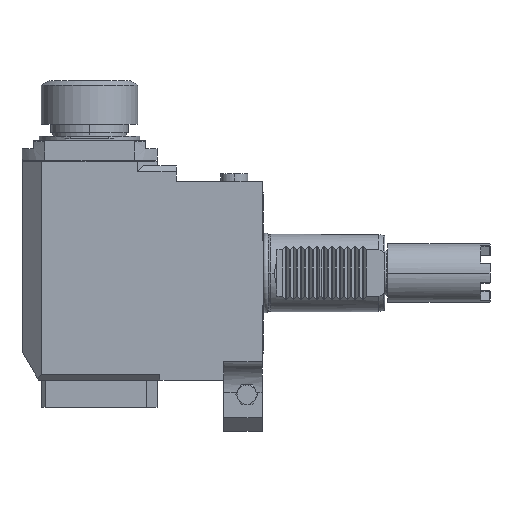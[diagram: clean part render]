
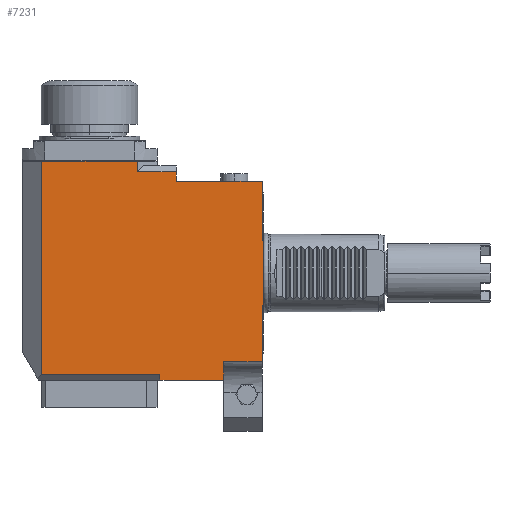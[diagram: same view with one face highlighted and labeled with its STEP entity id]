
A CAD part, front view. The second image highlights one B-rep face of the part: STEP entity #7231.
In plain terms, the highlighted planar face has unit normal (0, -1, 0).
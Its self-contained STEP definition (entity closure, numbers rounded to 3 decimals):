
#1186=DIRECTION('',(0.,0.,-1.));
#1187=VECTOR('',#1186,110.5);
#1188=CARTESIAN_POINT('',(-114.812,-38.,58.));
#1189=LINE('',#1188,#1187);
#1190=DIRECTION('',(1.,0.,0.));
#1191=VECTOR('',#1190,49.625);
#1192=CARTESIAN_POINT('',(-114.812,-38.,58.));
#1193=LINE('',#1192,#1191);
#1194=DIRECTION('',(-1.,0.,0.));
#1195=VECTOR('',#1194,20.188);
#1196=CARTESIAN_POINT('',(-45.,-38.,52.5));
#1197=LINE('',#1196,#1195);
#1198=DIRECTION('',(0.,0.,1.));
#1199=VECTOR('',#1198,30.819);
#1200=CARTESIAN_POINT('',(-0.5,-38.,16.681));
#1201=LINE('',#1200,#1199);
#1202=DIRECTION('',(-1.,0.,0.));
#1203=VECTOR('',#1202,0.5);
#1204=CARTESIAN_POINT('',(0.,-38.,16.681));
#1205=LINE('',#1204,#1203);
#1206=DIRECTION('',(0.,0.,1.));
#1207=VECTOR('',#1206,33.362);
#1208=CARTESIAN_POINT('',(0.,-38.,-16.681));
#1209=LINE('',#1208,#1207);
#1210=DIRECTION('',(-1.,0.,0.));
#1211=VECTOR('',#1210,0.5);
#1212=CARTESIAN_POINT('',(0.,-38.,-16.681));
#1213=LINE('',#1212,#1211);
#1214=DIRECTION('',(0.,0.,-1.));
#1215=VECTOR('',#1214,29.319);
#1216=CARTESIAN_POINT('',(-0.5,-38.,-16.681));
#1217=LINE('',#1216,#1215);
#1218=DIRECTION('',(1.,0.,0.));
#1219=VECTOR('',#1218,20.);
#1220=CARTESIAN_POINT('',(-20.5,-38.,-46.));
#1221=LINE('',#1220,#1219);
#1222=DIRECTION('',(0.,0.,1.));
#1223=VECTOR('',#1222,9.5);
#1224=CARTESIAN_POINT('',(-20.5,-38.,-55.5));
#1225=LINE('',#1224,#1223);
#1226=DIRECTION('',(-1.,0.,0.));
#1227=VECTOR('',#1226,33.);
#1228=CARTESIAN_POINT('',(-20.5,-38.,-55.5));
#1229=LINE('',#1228,#1227);
#1234=DIRECTION('',(0.,0.,-1.));
#1235=VECTOR('',#1234,3.);
#1236=CARTESIAN_POINT('',(-53.5,-38.,-52.5));
#1237=LINE('',#1236,#1235);
#1254=DIRECTION('',(1.,0.,0.));
#1255=VECTOR('',#1254,61.312);
#1256=CARTESIAN_POINT('',(-114.812,-38.,-52.5));
#1257=LINE('',#1256,#1255);
#1394=DIRECTION('',(-1.,0.,0.));
#1395=VECTOR('',#1394,44.5);
#1396=CARTESIAN_POINT('',(-0.5,-38.,47.5));
#1397=LINE('',#1396,#1395);
#1408=DIRECTION('',(0.,0.,-1.));
#1409=VECTOR('',#1408,5.);
#1410=CARTESIAN_POINT('',(-45.,-38.,52.5));
#1411=LINE('',#1410,#1409);
#1498=DIRECTION('',(0.,0.,1.));
#1499=VECTOR('',#1498,5.5);
#1500=CARTESIAN_POINT('',(-65.188,-38.,52.5));
#1501=LINE('',#1500,#1499);
#5332=CARTESIAN_POINT('',(-0.5,-38.,47.5));
#5334=VERTEX_POINT('',#5332);
#5344=CARTESIAN_POINT('',(-0.5,-38.,16.681));
#5345=VERTEX_POINT('',#5344);
#5346=CARTESIAN_POINT('',(0.,-38.,-16.681));
#5347=CARTESIAN_POINT('',(-0.5,-38.,-16.681));
#5348=VERTEX_POINT('',#5346);
#5349=VERTEX_POINT('',#5347);
#5350=CARTESIAN_POINT('',(0.,-38.,16.681));
#5351=VERTEX_POINT('',#5350);
#5367=CARTESIAN_POINT('',(-20.5,-38.,-55.5));
#5369=VERTEX_POINT('',#5367);
#5370=CARTESIAN_POINT('',(-20.5,-38.,-46.));
#5371=VERTEX_POINT('',#5370);
#5426=CARTESIAN_POINT('',(-0.5,-38.,-46.));
#5427=VERTEX_POINT('',#5426);
#5438=CARTESIAN_POINT('',(-53.5,-38.,-55.5));
#5439=VERTEX_POINT('',#5438);
#5444=CARTESIAN_POINT('',(-114.812,-38.,58.));
#5446=VERTEX_POINT('',#5444);
#5456=CARTESIAN_POINT('',(-114.812,-38.,-52.5));
#5457=VERTEX_POINT('',#5456);
#5474=CARTESIAN_POINT('',(-65.188,-38.,58.));
#5475=VERTEX_POINT('',#5474);
#5488=CARTESIAN_POINT('',(-45.,-38.,52.5));
#5489=VERTEX_POINT('',#5488);
#5490=CARTESIAN_POINT('',(-65.188,-38.,52.5));
#5491=VERTEX_POINT('',#5490);
#5493=CARTESIAN_POINT('',(-53.5,-38.,-52.5));
#5495=VERTEX_POINT('',#5493);
#5500=CARTESIAN_POINT('',(-45.,-38.,47.5));
#5502=VERTEX_POINT('',#5500);
#7194=CARTESIAN_POINT('',(-53.5,-38.,-55.5));
#7195=DIRECTION('',(0.,-1.,0.));
#7196=DIRECTION('',(0.,0.,1.));
#7197=AXIS2_PLACEMENT_3D('',#7194,#7195,#7196);
#7198=PLANE('',#7197);
#7200=ORIENTED_EDGE('',*,*,#7199,.F.);
#7202=ORIENTED_EDGE('',*,*,#7201,.F.);
#7204=ORIENTED_EDGE('',*,*,#7203,.F.);
#7206=ORIENTED_EDGE('',*,*,#7205,.T.);
#7208=ORIENTED_EDGE('',*,*,#7207,.F.);
#7210=ORIENTED_EDGE('',*,*,#7209,.F.);
#7212=ORIENTED_EDGE('',*,*,#7211,.T.);
#7214=ORIENTED_EDGE('',*,*,#7213,.F.);
#7216=ORIENTED_EDGE('',*,*,#7215,.F.);
#7217=ORIENTED_EDGE('',*,*,#7185,.F.);
#7218=ORIENTED_EDGE('',*,*,#7170,.F.);
#7220=ORIENTED_EDGE('',*,*,#7219,.T.);
#7222=ORIENTED_EDGE('',*,*,#7221,.T.);
#7224=ORIENTED_EDGE('',*,*,#7223,.F.);
#7226=ORIENTED_EDGE('',*,*,#7225,.F.);
#7228=ORIENTED_EDGE('',*,*,#7227,.T.);
#7229=EDGE_LOOP('',(#7200,#7202,#7204,#7206,#7208,#7210,#7212,#7214,#7216,#7217,
#7218,#7220,#7222,#7224,#7226,#7228));
#7230=FACE_OUTER_BOUND('',#7229,.F.);
#7231=ADVANCED_FACE('',(#7230),#7198,.T.);
#7170=EDGE_CURVE('',#5348,#5351,#1209,.T.);
#7185=EDGE_CURVE('',#5351,#5345,#1205,.T.);
#7199=EDGE_CURVE('',#5495,#5439,#1237,.T.);
#7201=EDGE_CURVE('',#5457,#5495,#1257,.T.);
#7203=EDGE_CURVE('',#5446,#5457,#1189,.T.);
#7205=EDGE_CURVE('',#5446,#5475,#1193,.T.);
#7207=EDGE_CURVE('',#5491,#5475,#1501,.T.);
#7209=EDGE_CURVE('',#5489,#5491,#1197,.T.);
#7211=EDGE_CURVE('',#5489,#5502,#1411,.T.);
#7213=EDGE_CURVE('',#5334,#5502,#1397,.T.);
#7215=EDGE_CURVE('',#5345,#5334,#1201,.T.);
#7219=EDGE_CURVE('',#5348,#5349,#1213,.T.);
#7221=EDGE_CURVE('',#5349,#5427,#1217,.T.);
#7223=EDGE_CURVE('',#5371,#5427,#1221,.T.);
#7225=EDGE_CURVE('',#5369,#5371,#1225,.T.);
#7227=EDGE_CURVE('',#5369,#5439,#1229,.T.);
